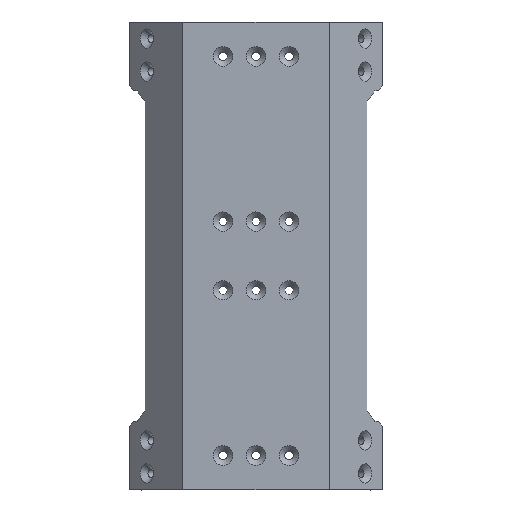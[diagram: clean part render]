
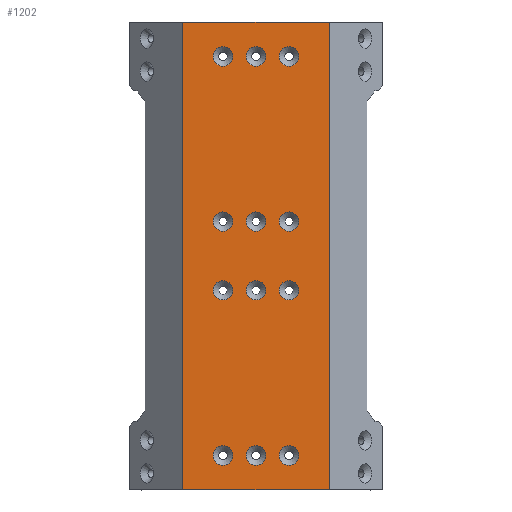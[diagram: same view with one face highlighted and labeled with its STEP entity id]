
A CAD part, top view. The second image highlights one B-rep face of the part: STEP entity #1202.
In plain terms, the highlighted planar face has unit normal (0, 0, 1).
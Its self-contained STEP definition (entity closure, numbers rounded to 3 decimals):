
#35=FACE_BOUND('',#169,.T.);
#36=FACE_BOUND('',#170,.T.);
#37=FACE_BOUND('',#171,.T.);
#38=FACE_BOUND('',#172,.T.);
#39=FACE_BOUND('',#173,.T.);
#40=FACE_BOUND('',#174,.T.);
#41=FACE_BOUND('',#175,.T.);
#42=FACE_BOUND('',#176,.T.);
#43=FACE_BOUND('',#177,.T.);
#44=FACE_BOUND('',#178,.T.);
#45=FACE_BOUND('',#179,.T.);
#46=FACE_BOUND('',#180,.T.);
#75=PLANE('',#1284);
#102=FACE_OUTER_BOUND('',#168,.T.);
#168=EDGE_LOOP('',(#841,#842,#843,#844));
#169=EDGE_LOOP('',(#845));
#170=EDGE_LOOP('',(#846));
#171=EDGE_LOOP('',(#847));
#172=EDGE_LOOP('',(#848));
#173=EDGE_LOOP('',(#849));
#174=EDGE_LOOP('',(#850));
#175=EDGE_LOOP('',(#851));
#176=EDGE_LOOP('',(#852));
#177=EDGE_LOOP('',(#853));
#178=EDGE_LOOP('',(#854));
#179=EDGE_LOOP('',(#855));
#180=EDGE_LOOP('',(#856));
#274=LINE('',#1783,#386);
#275=LINE('',#1785,#387);
#276=LINE('',#1787,#388);
#277=LINE('',#1788,#389);
#386=VECTOR('',#1418,10.);
#387=VECTOR('',#1419,10.);
#388=VECTOR('',#1420,10.);
#389=VECTOR('',#1421,10.);
#497=CIRCLE('',#1282,3.5);
#499=CIRCLE('',#1285,3.5);
#500=CIRCLE('',#1286,3.5);
#501=CIRCLE('',#1287,3.5);
#502=CIRCLE('',#1288,3.6);
#503=CIRCLE('',#1289,3.6);
#504=CIRCLE('',#1290,3.6);
#505=CIRCLE('',#1291,3.6);
#506=CIRCLE('',#1292,3.6);
#507=CIRCLE('',#1293,3.6);
#508=CIRCLE('',#1294,3.5);
#509=CIRCLE('',#1295,3.5);
#557=VERTEX_POINT('',#1775);
#559=VERTEX_POINT('',#1781);
#560=VERTEX_POINT('',#1782);
#561=VERTEX_POINT('',#1784);
#562=VERTEX_POINT('',#1786);
#563=VERTEX_POINT('',#1789);
#564=VERTEX_POINT('',#1791);
#565=VERTEX_POINT('',#1793);
#566=VERTEX_POINT('',#1795);
#567=VERTEX_POINT('',#1797);
#568=VERTEX_POINT('',#1799);
#569=VERTEX_POINT('',#1801);
#570=VERTEX_POINT('',#1803);
#571=VERTEX_POINT('',#1805);
#572=VERTEX_POINT('',#1807);
#573=VERTEX_POINT('',#1809);
#665=EDGE_CURVE('',#557,#557,#497,.T.);
#668=EDGE_CURVE('',#559,#560,#274,.T.);
#669=EDGE_CURVE('',#560,#561,#275,.T.);
#670=EDGE_CURVE('',#562,#561,#276,.T.);
#671=EDGE_CURVE('',#559,#562,#277,.T.);
#672=EDGE_CURVE('',#563,#563,#499,.T.);
#673=EDGE_CURVE('',#564,#564,#500,.T.);
#674=EDGE_CURVE('',#565,#565,#501,.T.);
#675=EDGE_CURVE('',#566,#566,#502,.T.);
#676=EDGE_CURVE('',#567,#567,#503,.T.);
#677=EDGE_CURVE('',#568,#568,#504,.T.);
#678=EDGE_CURVE('',#569,#569,#505,.T.);
#679=EDGE_CURVE('',#570,#570,#506,.T.);
#680=EDGE_CURVE('',#571,#571,#507,.T.);
#681=EDGE_CURVE('',#572,#572,#508,.T.);
#682=EDGE_CURVE('',#573,#573,#509,.T.);
#841=ORIENTED_EDGE('',*,*,#668,.T.);
#842=ORIENTED_EDGE('',*,*,#669,.T.);
#843=ORIENTED_EDGE('',*,*,#670,.F.);
#844=ORIENTED_EDGE('',*,*,#671,.F.);
#845=ORIENTED_EDGE('',*,*,#672,.F.);
#846=ORIENTED_EDGE('',*,*,#673,.F.);
#847=ORIENTED_EDGE('',*,*,#674,.F.);
#848=ORIENTED_EDGE('',*,*,#675,.F.);
#849=ORIENTED_EDGE('',*,*,#676,.F.);
#850=ORIENTED_EDGE('',*,*,#677,.F.);
#851=ORIENTED_EDGE('',*,*,#678,.F.);
#852=ORIENTED_EDGE('',*,*,#679,.F.);
#853=ORIENTED_EDGE('',*,*,#680,.F.);
#854=ORIENTED_EDGE('',*,*,#681,.F.);
#855=ORIENTED_EDGE('',*,*,#682,.F.);
#856=ORIENTED_EDGE('',*,*,#665,.F.);
#1202=ADVANCED_FACE('',(#102,#35,#36,#37,#38,#39,#40,#41,#42,#43,#44,#45,
#46),#75,.T.);
#1282=AXIS2_PLACEMENT_3D('',#1776,#1411,#1412);
#1284=AXIS2_PLACEMENT_3D('',#1780,#1416,#1417);
#1285=AXIS2_PLACEMENT_3D('',#1790,#1422,#1423);
#1286=AXIS2_PLACEMENT_3D('',#1792,#1424,#1425);
#1287=AXIS2_PLACEMENT_3D('',#1794,#1426,#1427);
#1288=AXIS2_PLACEMENT_3D('',#1796,#1428,#1429);
#1289=AXIS2_PLACEMENT_3D('',#1798,#1430,#1431);
#1290=AXIS2_PLACEMENT_3D('',#1800,#1432,#1433);
#1291=AXIS2_PLACEMENT_3D('',#1802,#1434,#1435);
#1292=AXIS2_PLACEMENT_3D('',#1804,#1436,#1437);
#1293=AXIS2_PLACEMENT_3D('',#1806,#1438,#1439);
#1294=AXIS2_PLACEMENT_3D('',#1808,#1440,#1441);
#1295=AXIS2_PLACEMENT_3D('',#1810,#1442,#1443);
#1411=DIRECTION('center_axis',(0.,0.,1.));
#1412=DIRECTION('ref_axis',(1.,0.,0.));
#1416=DIRECTION('center_axis',(0.,0.,1.));
#1417=DIRECTION('ref_axis',(1.,0.,0.));
#1418=DIRECTION('',(1.,0.,0.));
#1419=DIRECTION('',(0.,1.,0.));
#1420=DIRECTION('',(1.,0.,0.));
#1421=DIRECTION('',(0.,1.,0.));
#1422=DIRECTION('center_axis',(0.,0.,1.));
#1423=DIRECTION('ref_axis',(1.,0.,0.));
#1424=DIRECTION('center_axis',(0.,0.,1.));
#1425=DIRECTION('ref_axis',(1.,0.,0.));
#1426=DIRECTION('center_axis',(0.,0.,1.));
#1427=DIRECTION('ref_axis',(1.,0.,0.));
#1428=DIRECTION('center_axis',(0.,0.,1.));
#1429=DIRECTION('ref_axis',(1.,0.,0.));
#1430=DIRECTION('center_axis',(0.,0.,1.));
#1431=DIRECTION('ref_axis',(1.,0.,0.));
#1432=DIRECTION('center_axis',(0.,0.,1.));
#1433=DIRECTION('ref_axis',(1.,0.,0.));
#1434=DIRECTION('center_axis',(0.,0.,1.));
#1435=DIRECTION('ref_axis',(1.,0.,0.));
#1436=DIRECTION('center_axis',(0.,0.,1.));
#1437=DIRECTION('ref_axis',(1.,0.,0.));
#1438=DIRECTION('center_axis',(0.,0.,1.));
#1439=DIRECTION('ref_axis',(1.,0.,0.));
#1440=DIRECTION('center_axis',(0.,0.,1.));
#1441=DIRECTION('ref_axis',(1.,0.,0.));
#1442=DIRECTION('center_axis',(0.,0.,1.));
#1443=DIRECTION('ref_axis',(1.,0.,0.));
#1775=CARTESIAN_POINT('',(4.965,72.5,6.));
#1776=CARTESIAN_POINT('Origin',(8.465,72.5,6.));
#1780=CARTESIAN_POINT('Origin',(-30.071,0.,6.));
#1781=CARTESIAN_POINT('',(-30.071,0.,6.));
#1782=CARTESIAN_POINT('',(23.,0.,6.));
#1783=CARTESIAN_POINT('',(-30.071,0.,6.));
#1784=CARTESIAN_POINT('',(23.,170.,6.));
#1785=CARTESIAN_POINT('',(23.,0.,6.));
#1786=CARTESIAN_POINT('',(-30.071,170.,6.));
#1787=CARTESIAN_POINT('',(-30.071,170.,6.));
#1788=CARTESIAN_POINT('',(-30.071,0.,6.));
#1789=CARTESIAN_POINT('',(-7.035,72.5,6.));
#1790=CARTESIAN_POINT('Origin',(-3.535,72.5,6.));
#1791=CARTESIAN_POINT('',(4.965,97.5,6.));
#1792=CARTESIAN_POINT('Origin',(8.465,97.5,6.));
#1793=CARTESIAN_POINT('',(-19.035,97.5,6.));
#1794=CARTESIAN_POINT('Origin',(-15.535,97.5,6.));
#1795=CARTESIAN_POINT('',(4.865,12.5,6.));
#1796=CARTESIAN_POINT('Origin',(8.465,12.5,6.));
#1797=CARTESIAN_POINT('',(-19.135,157.5,6.));
#1798=CARTESIAN_POINT('Origin',(-15.535,157.5,6.));
#1799=CARTESIAN_POINT('',(-7.135,157.5,6.));
#1800=CARTESIAN_POINT('Origin',(-3.535,157.5,6.));
#1801=CARTESIAN_POINT('',(4.865,157.5,6.));
#1802=CARTESIAN_POINT('Origin',(8.465,157.5,6.));
#1803=CARTESIAN_POINT('',(-7.135,12.5,6.));
#1804=CARTESIAN_POINT('Origin',(-3.535,12.5,6.));
#1805=CARTESIAN_POINT('',(-19.135,12.5,6.));
#1806=CARTESIAN_POINT('Origin',(-15.535,12.5,6.));
#1807=CARTESIAN_POINT('',(-7.035,97.5,6.));
#1808=CARTESIAN_POINT('Origin',(-3.535,97.5,6.));
#1809=CARTESIAN_POINT('',(-19.035,72.5,6.));
#1810=CARTESIAN_POINT('Origin',(-15.535,72.5,6.));
